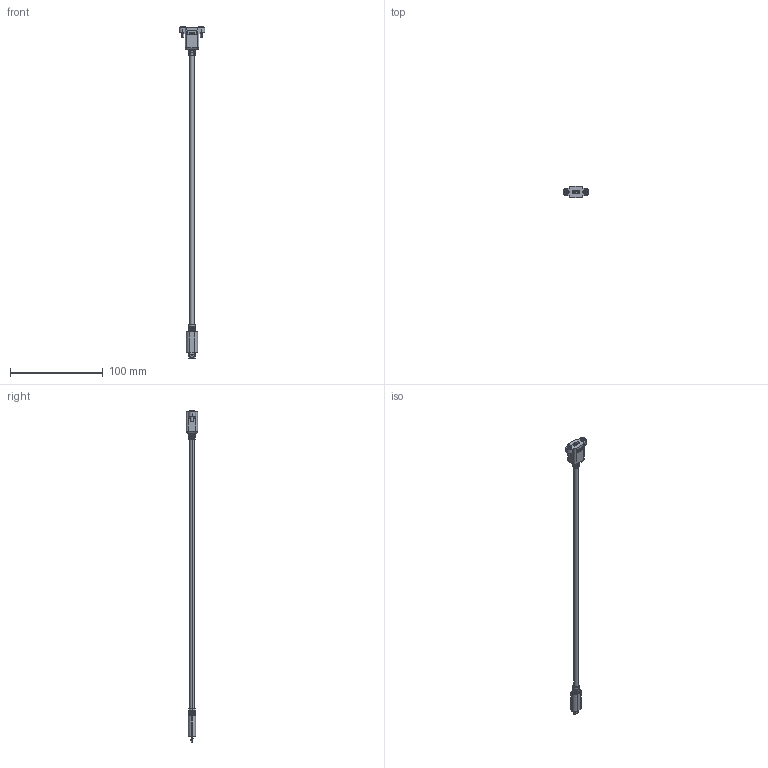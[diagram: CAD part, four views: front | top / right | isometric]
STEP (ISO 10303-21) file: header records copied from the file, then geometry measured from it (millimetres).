
FILE_DESCRIPTION (( 'STEP AP203' ), '1' );
FILE_NAME ('1584.STEP', '2014-04-23T19:56:27', ( '' ), ( '' ), 'SwSTEP 2.0', 'SolidWorks 2013', '' );
FILE_SCHEMA (( 'CONFIG_CONTROL_DESIGN' ));
Length unit declared in the file: millimetre
Products named in the file (6): hw-screw-pan-440-12mm; wire-usb_4.5mm, 1 ft; conn-usb-micro-b-m; conn-usb-micro-b-f-sealed; 1584; mold-usb-micro-b-pm
Assembly tree (6 placements, depth 2):
  1584
    conn-usb-micro-b-f-sealed
    mold-usb-micro-b-pm
    hw-screw-pan-440-12mm  x2
    wire-usb_4.5mm, 1 ft
    conn-usb-micro-b-m
Bounding box: 28 x 12 x 358.2 mm (x, y, z)
Volume: 11597.4 mm3; surface area: 8744.8 mm2
Topology: 6 solids, 6 shells, 812 faces, 2214 edges, 1440 vertices
Faces by surface type: plane 573, cylinder 155, bspline 58, cone 14, torus 8, sphere 4
Entity records: 28855 total; most frequent: CARTESIAN_POINT 8486, ORIENTED_EDGE 4284, DIRECTION 3817, EDGE_CURVE 2142, VECTOR 1571, LINE 1571, VERTEX_POINT 1396, AXIS2_PLACEMENT_3D 1123
